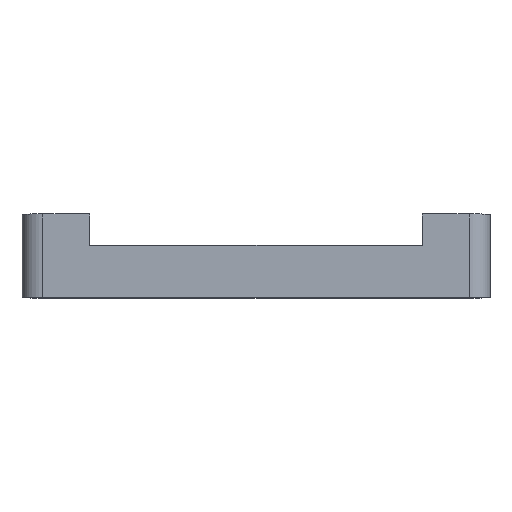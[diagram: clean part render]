
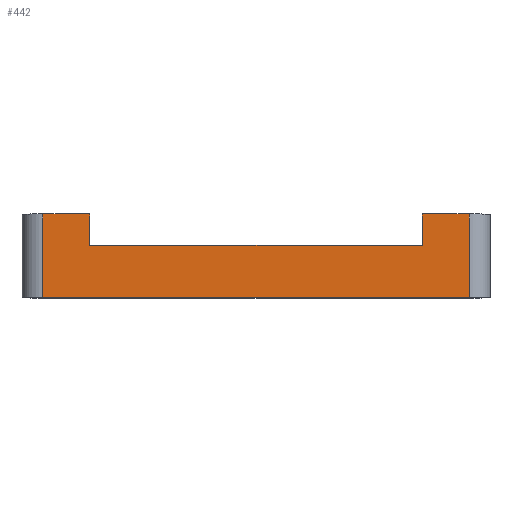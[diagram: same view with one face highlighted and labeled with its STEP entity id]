
A CAD part, top view. The second image highlights one B-rep face of the part: STEP entity #442.
In plain terms, the highlighted planar face has unit normal (0, 0, 1).
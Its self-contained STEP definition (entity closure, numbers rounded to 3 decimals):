
#25 = CARTESIAN_POINT ( 'NONE',  ( -20.5, 8., 22.5 ) ) ;
#49 = DIRECTION ( 'NONE',  ( 0., -1., 0. ) ) ;
#87 = CARTESIAN_POINT ( 'NONE',  ( 16., 5., 22.5 ) ) ;
#293 = AXIS2_PLACEMENT_3D ( 'NONE', #1859, #1512, #3632 ) ;
#442 = ADVANCED_FACE ( 'NONE', ( #3929 ), #470, .F. ) ;
#470 = PLANE ( 'NONE',  #293 ) ;
#501 = CARTESIAN_POINT ( 'NONE',  ( -20.5, 0., 22.5 ) ) ;
#564 = ORIENTED_EDGE ( 'NONE', *, *, #1223, .F. ) ;
#572 = VECTOR ( 'NONE', #1824, 1000. ) ;
#636 = ORIENTED_EDGE ( 'NONE', *, *, #3678, .T. ) ;
#665 = DIRECTION ( 'NONE',  ( 0., -1., 0. ) ) ;
#694 = VERTEX_POINT ( 'NONE', #3878 ) ;
#727 = EDGE_CURVE ( 'NONE', #2588, #818, #4169, .T. ) ;
#818 = VERTEX_POINT ( 'NONE', #3603 ) ;
#1050 = CARTESIAN_POINT ( 'NONE',  ( 20.5, 5., 22.5 ) ) ;
#1178 = VERTEX_POINT ( 'NONE', #2947 ) ;
#1218 = VECTOR ( 'NONE', #4397, 1000. ) ;
#1223 = EDGE_CURVE ( 'NONE', #1178, #1275, #3164, .T. ) ;
#1264 = LINE ( 'NONE', #3021, #1218 ) ;
#1275 = VERTEX_POINT ( 'NONE', #3526 ) ;
#1506 = EDGE_CURVE ( 'NONE', #1275, #2432, #3773, .T. ) ;
#1512 = DIRECTION ( 'NONE',  ( 0., 0., -1. ) ) ;
#1779 = VERTEX_POINT ( 'NONE', #3604 ) ;
#1824 = DIRECTION ( 'NONE',  ( 0., -1., 0. ) ) ;
#1859 = CARTESIAN_POINT ( 'NONE',  ( -20.5, 5., 22.5 ) ) ;
#1981 = EDGE_CURVE ( 'NONE', #694, #2432, #1264, .T. ) ;
#2071 = EDGE_CURVE ( 'NONE', #1779, #1178, #2145, .T. ) ;
#2078 = DIRECTION ( 'NONE',  ( 1., 0., 0. ) ) ;
#2131 = DIRECTION ( 'NONE',  ( 1., 0., 0. ) ) ;
#2143 = LINE ( 'NONE', #2777, #2673 ) ;
#2144 = ORIENTED_EDGE ( 'NONE', *, *, #1506, .F. ) ;
#2145 = LINE ( 'NONE', #25, #4496 ) ;
#2150 = CARTESIAN_POINT ( 'NONE',  ( -20.5, 0., 22.5 ) ) ;
#2171 = LINE ( 'NONE', #2150, #3833 ) ;
#2270 = ORIENTED_EDGE ( 'NONE', *, *, #2071, .F. ) ;
#2342 = CARTESIAN_POINT ( 'NONE',  ( -20.5, 5., 22.5 ) ) ;
#2428 = CARTESIAN_POINT ( 'NONE',  ( -16., 8., 22.5 ) ) ;
#2432 = VERTEX_POINT ( 'NONE', #87 ) ;
#2581 = ORIENTED_EDGE ( 'NONE', *, *, #727, .F. ) ;
#2588 = VERTEX_POINT ( 'NONE', #3324 ) ;
#2673 = VECTOR ( 'NONE', #665, 1000. ) ;
#2736 = DIRECTION ( 'NONE',  ( 1., 0., 0. ) ) ;
#2777 = CARTESIAN_POINT ( 'NONE',  ( -20.5, 5., 22.5 ) ) ;
#2947 = CARTESIAN_POINT ( 'NONE',  ( -16., 8., 22.5 ) ) ;
#3021 = CARTESIAN_POINT ( 'NONE',  ( 16., 8., 22.5 ) ) ;
#3038 = LINE ( 'NONE', #4445, #3689 ) ;
#3054 = ORIENTED_EDGE ( 'NONE', *, *, #1981, .T. ) ;
#3164 = LINE ( 'NONE', #2428, #572 ) ;
#3324 = CARTESIAN_POINT ( 'NONE',  ( 20.5, 8., 22.5 ) ) ;
#3339 = VECTOR ( 'NONE', #49, 1000. ) ;
#3464 = ORIENTED_EDGE ( 'NONE', *, *, #3541, .F. ) ;
#3526 = CARTESIAN_POINT ( 'NONE',  ( -16., 5., 22.5 ) ) ;
#3541 = EDGE_CURVE ( 'NONE', #694, #2588, #3038, .T. ) ;
#3560 = ORIENTED_EDGE ( 'NONE', *, *, #4457, .T. ) ;
#3603 = CARTESIAN_POINT ( 'NONE',  ( 20.5, 0., 22.5 ) ) ;
#3604 = CARTESIAN_POINT ( 'NONE',  ( -20.5, 8., 22.5 ) ) ;
#3632 = DIRECTION ( 'NONE',  ( 0., -1., 0. ) ) ;
#3678 = EDGE_CURVE ( 'NONE', #1779, #3786, #2143, .T. ) ;
#3689 = VECTOR ( 'NONE', #2736, 1000. ) ;
#3751 = DIRECTION ( 'NONE',  ( 1., 0., 0. ) ) ;
#3773 = LINE ( 'NONE', #2342, #4435 ) ;
#3786 = VERTEX_POINT ( 'NONE', #501 ) ;
#3833 = VECTOR ( 'NONE', #2131, 1000. ) ;
#3878 = CARTESIAN_POINT ( 'NONE',  ( 16., 8., 22.5 ) ) ;
#3884 = EDGE_LOOP ( 'NONE', ( #3560, #2581, #3464, #3054, #2144, #564, #2270, #636 ) ) ;
#3929 = FACE_OUTER_BOUND ( 'NONE', #3884, .T. ) ;
#4169 = LINE ( 'NONE', #1050, #3339 ) ;
#4397 = DIRECTION ( 'NONE',  ( 0., -1., 0. ) ) ;
#4435 = VECTOR ( 'NONE', #3751, 1000. ) ;
#4445 = CARTESIAN_POINT ( 'NONE',  ( 16., 8., 22.5 ) ) ;
#4457 = EDGE_CURVE ( 'NONE', #3786, #818, #2171, .T. ) ;
#4496 = VECTOR ( 'NONE', #2078, 1000. ) ;
